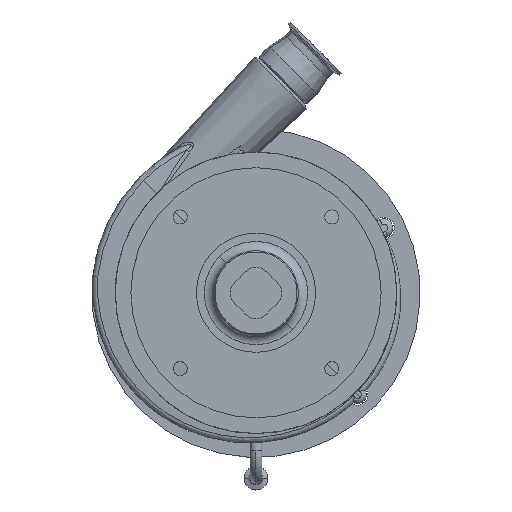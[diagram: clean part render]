
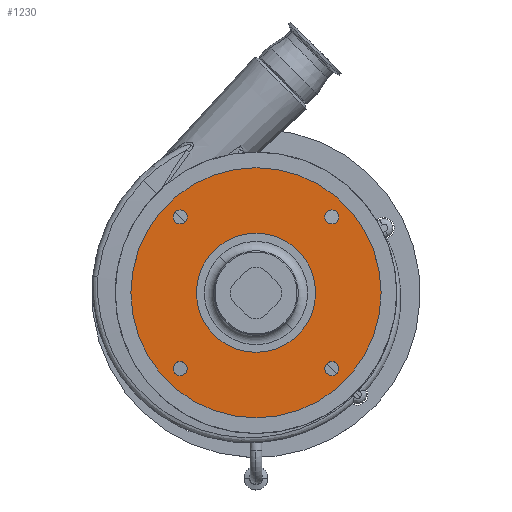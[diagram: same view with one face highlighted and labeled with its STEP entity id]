
A CAD part, top view. The second image highlights one B-rep face of the part: STEP entity #1230.
In plain terms, the highlighted planar face has unit normal (0, 0, 1).
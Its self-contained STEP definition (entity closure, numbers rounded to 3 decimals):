
#81 = DIRECTION ( 'NONE',  ( 1., 0., 0. ) ) ;
#168 = AXIS2_PLACEMENT_3D ( 'NONE', #11026, #11357, #9683 ) ;
#174 = EDGE_CURVE ( 'NONE', #16550, #796, #7121, .T. ) ;
#243 = CARTESIAN_POINT ( 'NONE',  ( 73.322, -80.822, 219.5 ) ) ;
#481 = DIRECTION ( 'NONE',  ( 1., 0., 0. ) ) ;
#564 = DIRECTION ( 'NONE',  ( 0., 0., -1. ) ) ;
#613 = EDGE_CURVE ( 'NONE', #15058, #11403, #8992, .T. ) ;
#796 = VERTEX_POINT ( 'NONE', #11374 ) ;
#976 = ORIENTED_EDGE ( 'NONE', *, *, #6943, .T. ) ;
#1011 = CARTESIAN_POINT ( 'NONE',  ( -133.35, 0., 219.5 ) ) ;
#1054 = FACE_OUTER_BOUND ( 'NONE', #8077, .T. ) ;
#1110 = DIRECTION ( 'NONE',  ( 0., 0., -1. ) ) ;
#1230 = ADVANCED_FACE ( 'NONE', ( #8596, #16476, #1054, #4917, #13683, #12429 ), #6264, .T. ) ;
#1346 = CIRCLE ( 'NONE', #4020, 7.5 ) ;
#1538 = CIRCLE ( 'NONE', #10375, 63.5 ) ;
#1579 = DIRECTION ( 'NONE',  ( 1., 0., 0. ) ) ;
#1611 = ORIENTED_EDGE ( 'NONE', *, *, #6002, .T. ) ;
#2032 = AXIS2_PLACEMENT_3D ( 'NONE', #11167, #13488, #16204 ) ;
#2245 = VERTEX_POINT ( 'NONE', #4818 ) ;
#2744 = DIRECTION ( 'NONE',  ( 0., 0., -1. ) ) ;
#2806 = AXIS2_PLACEMENT_3D ( 'NONE', #10111, #12530, #6104 ) ;
#2896 = ORIENTED_EDGE ( 'NONE', *, *, #11612, .T. ) ;
#2988 = DIRECTION ( 'NONE',  ( 0., 0., -1. ) ) ;
#3058 = EDGE_CURVE ( 'NONE', #11403, #15058, #8200, .T. ) ;
#3069 = CARTESIAN_POINT ( 'NONE',  ( 80.822, -80.822, 219.5 ) ) ;
#3119 = EDGE_CURVE ( 'NONE', #11751, #16420, #13516, .T. ) ;
#3343 = AXIS2_PLACEMENT_3D ( 'NONE', #5038, #13969, #4950 ) ;
#3517 = CARTESIAN_POINT ( 'NONE',  ( 63.5, 0., 219.5 ) ) ;
#3645 = AXIS2_PLACEMENT_3D ( 'NONE', #11876, #5868, #15833 ) ;
#3685 = CARTESIAN_POINT ( 'NONE',  ( -73.322, 80.822, 219.5 ) ) ;
#3774 = CARTESIAN_POINT ( 'NONE',  ( -80.822, -80.822, 219.5 ) ) ;
#3900 = ORIENTED_EDGE ( 'NONE', *, *, #3119, .T. ) ;
#3953 = VERTEX_POINT ( 'NONE', #12322 ) ;
#4020 = AXIS2_PLACEMENT_3D ( 'NONE', #9527, #2988, #10781 ) ;
#4056 = VERTEX_POINT ( 'NONE', #8904 ) ;
#4339 = DIRECTION ( 'NONE',  ( 0., 0., -1. ) ) ;
#4350 = CIRCLE ( 'NONE', #13695, 7.5 ) ;
#4568 = EDGE_CURVE ( 'NONE', #16420, #11751, #6649, .T. ) ;
#4664 = EDGE_CURVE ( 'NONE', #12554, #3953, #16553, .T. ) ;
#4805 = EDGE_LOOP ( 'NONE', ( #5283, #14070 ) ) ;
#4818 = CARTESIAN_POINT ( 'NONE',  ( -63.5, 0., 219.5 ) ) ;
#4917 = FACE_BOUND ( 'NONE', #4805, .T. ) ;
#4925 = EDGE_LOOP ( 'NONE', ( #976, #2896 ) ) ;
#4950 = DIRECTION ( 'NONE',  ( 1., 0., 0. ) ) ;
#4959 = AXIS2_PLACEMENT_3D ( 'NONE', #3774, #13901, #81 ) ;
#5038 = CARTESIAN_POINT ( 'NONE',  ( 80.822, -80.822, 219.5 ) ) ;
#5179 = CARTESIAN_POINT ( 'NONE',  ( 0., 0., 219.5 ) ) ;
#5283 = ORIENTED_EDGE ( 'NONE', *, *, #8627, .T. ) ;
#5310 = DIRECTION ( 'NONE',  ( 1., 0., 0. ) ) ;
#5377 = DIRECTION ( 'NONE',  ( 1., 0., 0. ) ) ;
#5670 = ORIENTED_EDGE ( 'NONE', *, *, #3058, .T. ) ;
#5868 = DIRECTION ( 'NONE',  ( 0., 0., 1. ) ) ;
#6002 = EDGE_CURVE ( 'NONE', #2245, #12929, #12551, .T. ) ;
#6005 = CARTESIAN_POINT ( 'NONE',  ( 0., 0., 219.5 ) ) ;
#6078 = AXIS2_PLACEMENT_3D ( 'NONE', #7580, #1110, #5310 ) ;
#6104 = DIRECTION ( 'NONE',  ( 1., 0., 0. ) ) ;
#6264 = PLANE ( 'NONE',  #168 ) ;
#6600 = CARTESIAN_POINT ( 'NONE',  ( 133.35, 0., 219.5 ) ) ;
#6649 = CIRCLE ( 'NONE', #16002, 7.5 ) ;
#6943 = EDGE_CURVE ( 'NONE', #14634, #4056, #1346, .T. ) ;
#7121 = CIRCLE ( 'NONE', #3343, 7.5 ) ;
#7123 = ORIENTED_EDGE ( 'NONE', *, *, #613, .T. ) ;
#7539 = DIRECTION ( 'NONE',  ( 1., 0., 0. ) ) ;
#7580 = CARTESIAN_POINT ( 'NONE',  ( -80.822, 80.822, 219.5 ) ) ;
#7683 = ORIENTED_EDGE ( 'NONE', *, *, #11956, .T. ) ;
#8077 = EDGE_LOOP ( 'NONE', ( #7123, #5670 ) ) ;
#8200 = CIRCLE ( 'NONE', #2032, 133.35 ) ;
#8596 = FACE_BOUND ( 'NONE', #11185, .T. ) ;
#8627 = EDGE_CURVE ( 'NONE', #796, #16550, #4350, .T. ) ;
#8666 = DIRECTION ( 'NONE',  ( 0., 0., -1. ) ) ;
#8904 = CARTESIAN_POINT ( 'NONE',  ( -88.322, -80.822, 219.5 ) ) ;
#8992 = CIRCLE ( 'NONE', #3645, 133.35 ) ;
#9354 = AXIS2_PLACEMENT_3D ( 'NONE', #6005, #8666, #13847 ) ;
#9527 = CARTESIAN_POINT ( 'NONE',  ( -80.822, -80.822, 219.5 ) ) ;
#9683 = DIRECTION ( 'NONE',  ( 1., 0., 0. ) ) ;
#10111 = CARTESIAN_POINT ( 'NONE',  ( 80.822, 80.822, 219.5 ) ) ;
#10375 = AXIS2_PLACEMENT_3D ( 'NONE', #5179, #13870, #7539 ) ;
#10781 = DIRECTION ( 'NONE',  ( 1., 0., 0. ) ) ;
#10793 = CARTESIAN_POINT ( 'NONE',  ( -80.822, 80.822, 219.5 ) ) ;
#11026 = CARTESIAN_POINT ( 'NONE',  ( 0., 0., 219.5 ) ) ;
#11167 = CARTESIAN_POINT ( 'NONE',  ( 0., 0., 219.5 ) ) ;
#11185 = EDGE_LOOP ( 'NONE', ( #1611, #16537 ) ) ;
#11357 = DIRECTION ( 'NONE',  ( 0., 0., 1. ) ) ;
#11374 = CARTESIAN_POINT ( 'NONE',  ( 88.322, -80.822, 219.5 ) ) ;
#11403 = VERTEX_POINT ( 'NONE', #1011 ) ;
#11612 = EDGE_CURVE ( 'NONE', #4056, #14634, #13473, .T. ) ;
#11751 = VERTEX_POINT ( 'NONE', #12271 ) ;
#11876 = CARTESIAN_POINT ( 'NONE',  ( 0., 0., 219.5 ) ) ;
#11956 = EDGE_CURVE ( 'NONE', #3953, #12554, #16477, .T. ) ;
#12271 = CARTESIAN_POINT ( 'NONE',  ( -88.322, 80.822, 219.5 ) ) ;
#12322 = CARTESIAN_POINT ( 'NONE',  ( 88.322, 80.822, 219.5 ) ) ;
#12429 = FACE_BOUND ( 'NONE', #15877, .T. ) ;
#12530 = DIRECTION ( 'NONE',  ( 0., 0., -1. ) ) ;
#12551 = CIRCLE ( 'NONE', #9354, 63.5 ) ;
#12554 = VERTEX_POINT ( 'NONE', #13080 ) ;
#12929 = VERTEX_POINT ( 'NONE', #3517 ) ;
#13080 = CARTESIAN_POINT ( 'NONE',  ( 73.322, 80.822, 219.5 ) ) ;
#13233 = ORIENTED_EDGE ( 'NONE', *, *, #4664, .T. ) ;
#13438 = EDGE_LOOP ( 'NONE', ( #13724, #3900 ) ) ;
#13473 = CIRCLE ( 'NONE', #4959, 7.5 ) ;
#13488 = DIRECTION ( 'NONE',  ( 0., 0., 1. ) ) ;
#13516 = CIRCLE ( 'NONE', #6078, 7.5 ) ;
#13557 = AXIS2_PLACEMENT_3D ( 'NONE', #14210, #2744, #1579 ) ;
#13683 = FACE_BOUND ( 'NONE', #13438, .T. ) ;
#13695 = AXIS2_PLACEMENT_3D ( 'NONE', #3069, #4339, #481 ) ;
#13724 = ORIENTED_EDGE ( 'NONE', *, *, #4568, .T. ) ;
#13820 = EDGE_CURVE ( 'NONE', #12929, #2245, #1538, .T. ) ;
#13847 = DIRECTION ( 'NONE',  ( 1., 0., 0. ) ) ;
#13870 = DIRECTION ( 'NONE',  ( 0., 0., -1. ) ) ;
#13901 = DIRECTION ( 'NONE',  ( 0., 0., -1. ) ) ;
#13952 = CARTESIAN_POINT ( 'NONE',  ( -73.322, -80.822, 219.5 ) ) ;
#13969 = DIRECTION ( 'NONE',  ( 0., 0., -1. ) ) ;
#14070 = ORIENTED_EDGE ( 'NONE', *, *, #174, .T. ) ;
#14210 = CARTESIAN_POINT ( 'NONE',  ( 80.822, 80.822, 219.5 ) ) ;
#14634 = VERTEX_POINT ( 'NONE', #13952 ) ;
#15058 = VERTEX_POINT ( 'NONE', #6600 ) ;
#15833 = DIRECTION ( 'NONE',  ( 1., 0., 0. ) ) ;
#15877 = EDGE_LOOP ( 'NONE', ( #7683, #13233 ) ) ;
#16002 = AXIS2_PLACEMENT_3D ( 'NONE', #10793, #564, #5377 ) ;
#16204 = DIRECTION ( 'NONE',  ( 1., 0., 0. ) ) ;
#16420 = VERTEX_POINT ( 'NONE', #3685 ) ;
#16476 = FACE_BOUND ( 'NONE', #4925, .T. ) ;
#16477 = CIRCLE ( 'NONE', #2806, 7.5 ) ;
#16537 = ORIENTED_EDGE ( 'NONE', *, *, #13820, .T. ) ;
#16550 = VERTEX_POINT ( 'NONE', #243 ) ;
#16553 = CIRCLE ( 'NONE', #13557, 7.5 ) ;
